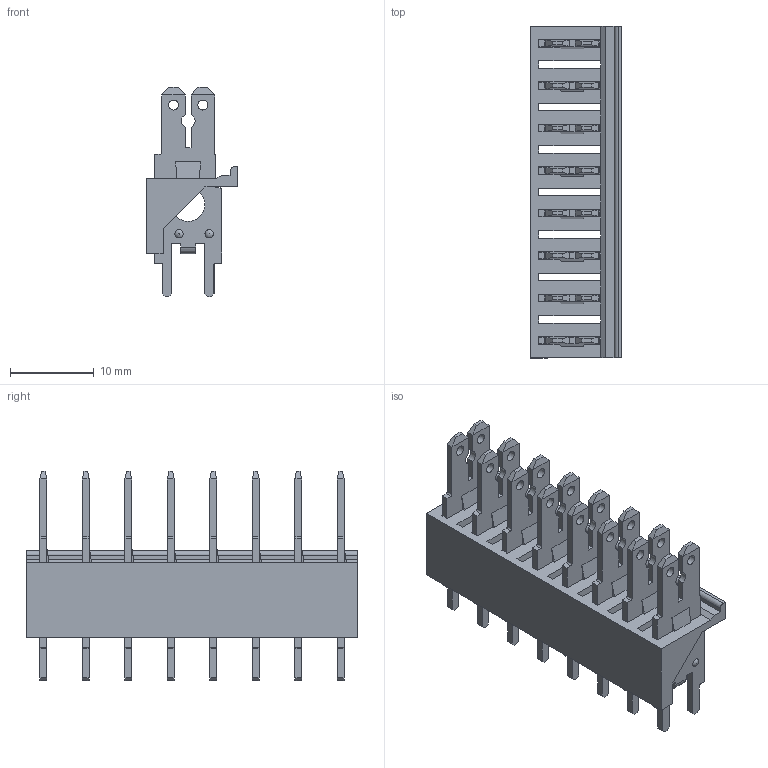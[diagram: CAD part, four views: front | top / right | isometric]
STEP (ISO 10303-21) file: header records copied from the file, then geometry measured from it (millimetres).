
FILE_DESCRIPTION(/* description */ ('Unknown'),/* implementation_level */ '2;1');
FILE_NAME(/* name */ '638207222008',/* time_stamp */ '2020-10-05T12:34:01+02:00',/* author */ ('Unknown'),/* organization */ ('Unknown'),/* preprocessor_version */ 'ST-DEVELOPER v16.7',/* originating_system */ 'DEX',/* authorisation */ $);
FILE_SCHEMA (('AUTOMOTIVE_DESIGN {1 0 10303 214 3 1 1}'));
Length unit declared in the file: millimetre
Products named in the file (3): 6382072220xx; 63800002015; 63800513722
Assembly tree (9 placements, depth 2):
  6382072220xx
    63800002015
    63800513722  x8
Bounding box: 10.9 x 39.68 x 25 mm (x, y, z)
Volume: 2097.4 mm3; surface area: 5191.8 mm2
Topology: 9 solids, 9 shells, 710 faces, 2032 edges, 1310 vertices
Faces by surface type: plane 517, cylinder 145, cone 32, torus 16
Full cylindrical faces by diameter (mm): 1.2 x16, 4 x8
Entity records: 7187 total; most frequent: ORIENTED_EDGE 1282, CARTESIAN_POINT 1275, DIRECTION 1115, EDGE_CURVE 641, LINE 599, VECTOR 599, VERTEX_POINT 418, AXIS2_PLACEMENT_3D 258
